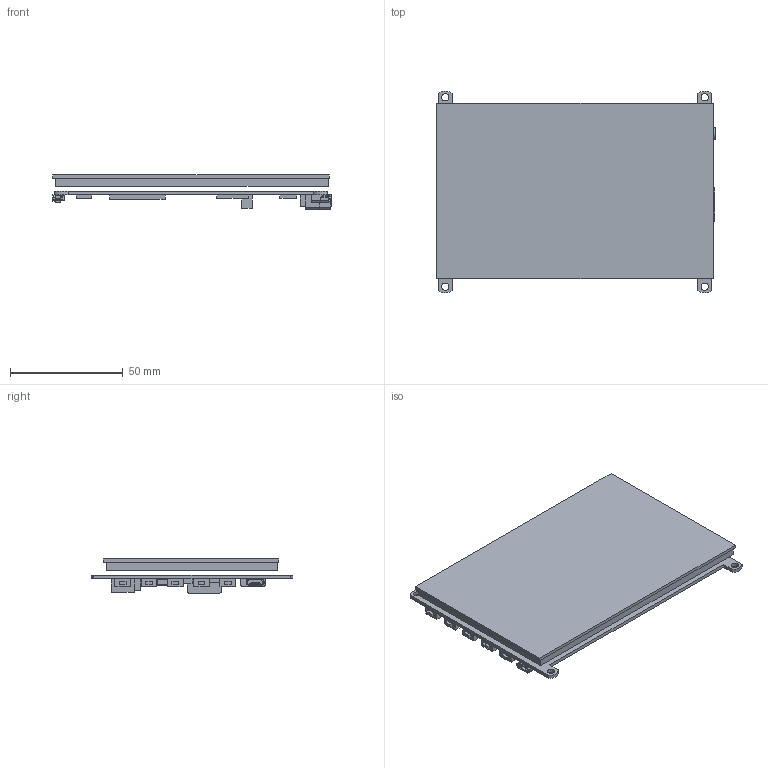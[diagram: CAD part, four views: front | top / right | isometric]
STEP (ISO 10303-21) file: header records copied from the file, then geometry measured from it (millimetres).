
FILE_DESCRIPTION((''),'2;1');
FILE_NAME('0423-1','2018-04-23T',('Administrator'),(''),'PRO/ENGINEER BY PARAMETRIC TECHNOLOGY CORPORATION, 2001280','PRO/ENGINEER BY PARAMETRIC TECHNOLOGY CORPORATION, 2001280','');
FILE_SCHEMA(('CONFIG_CONTROL_DESIGN'));
Length unit declared in the file: millimetre
Products named in the file (1): 0423-1
Bounding box: 124.1 x 89.47 x 15.1 mm (x, y, z)
Volume: 63957.6 mm3; surface area: 42899.8 mm2
Topology: 2 solids, 2 shells, 1343 faces, 3796 edges, 2480 vertices
Faces by surface type: plane 951, cylinder 384, bspline 8
Entity records: 44168 total; most frequent: CARTESIAN_POINT 9087, ORIENTED_EDGE 7576, DIRECTION 6924, EDGE_CURVE 3788, VECTOR 2874, LINE 2874, VERTEX_POINT 2480, AXIS2_PLACEMENT_3D 2025
